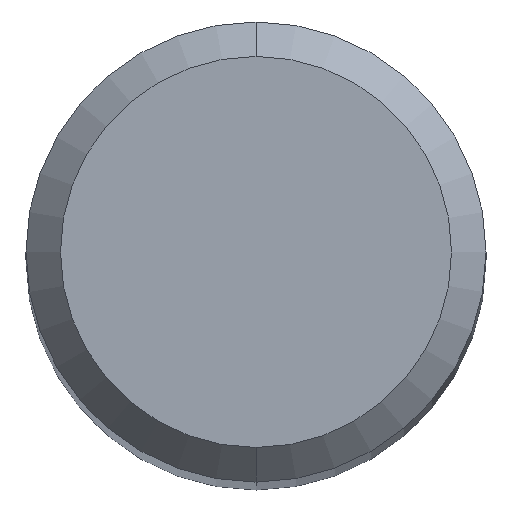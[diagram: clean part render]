
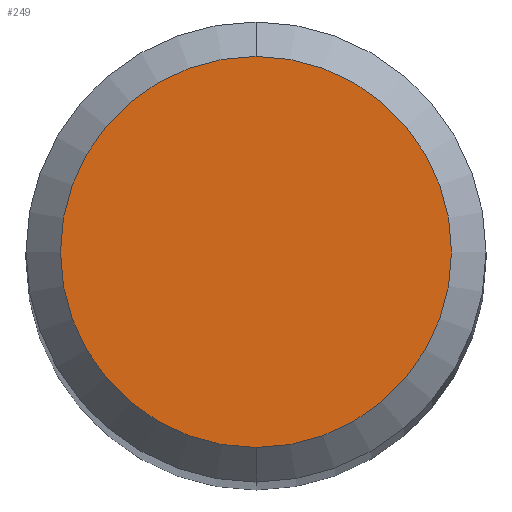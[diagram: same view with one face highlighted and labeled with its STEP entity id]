
A CAD part, top view. The second image highlights one B-rep face of the part: STEP entity #249.
In plain terms, the highlighted planar face has unit normal (0, 0, 1).
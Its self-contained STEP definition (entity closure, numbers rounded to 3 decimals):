
#249=ADVANCED_FACE('',(#585),#586,.T.);
#331=VERTEX_POINT('',#678);
#409=VERTEX_POINT('',#763);
#487=EDGE_CURVE('',#409,#331,#849,.T.);
#493=EDGE_CURVE('',#331,#409,#856,.T.);
#585=FACE_OUTER_BOUND('',#1004,.T.);
#586=PLANE('',#1005);
#678=CARTESIAN_POINT('',(0.0,1.7,0.0));
#763=CARTESIAN_POINT('',(0.,-1.7,0.0));
#849=CIRCLE('',#1519,1.7);
#856=CIRCLE('',#1527,1.7);
#1004=EDGE_LOOP('',(#1608,#1609));
#1005=AXIS2_PLACEMENT_3D('',#1610,#1611,#1612);
#1519=AXIS2_PLACEMENT_3D('',#1919,#1920,#1921);
#1527=AXIS2_PLACEMENT_3D('',#1930,#1931,#1932);
#1608=ORIENTED_EDGE('',*,*,#493,.F.);
#1609=ORIENTED_EDGE('',*,*,#487,.F.);
#1610=CARTESIAN_POINT('',(0.0,0.85,0.0));
#1611=DIRECTION('',(-0.0,0.0,1.0));
#1612=DIRECTION('',(0.0,-1.0,0.0));
#1919=CARTESIAN_POINT('',(0.0,0.0,0.0));
#1920=DIRECTION('',(0.0,0.0,-1.0));
#1921=DIRECTION('',(0.0,1.0,0.0));
#1930=CARTESIAN_POINT('',(0.0,0.0,0.0));
#1931=DIRECTION('',(0.0,0.0,-1.0));
#1932=DIRECTION('',(0.0,1.0,0.0));
